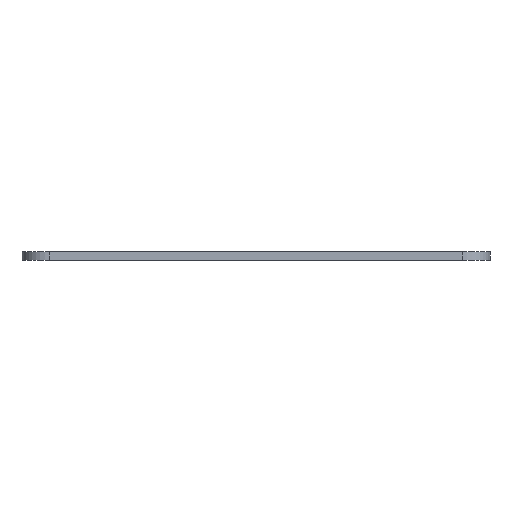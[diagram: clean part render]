
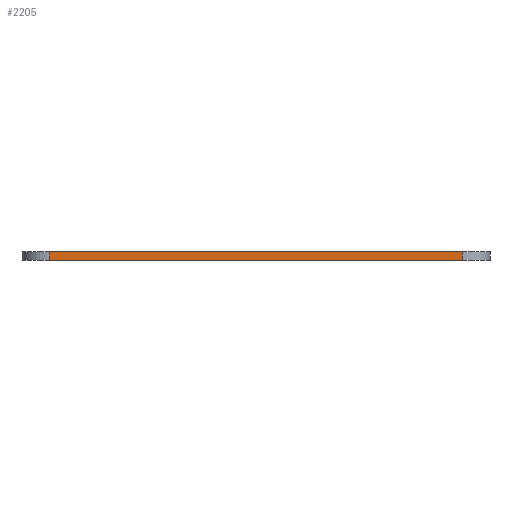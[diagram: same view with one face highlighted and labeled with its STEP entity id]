
A CAD part, front view. The second image highlights one B-rep face of the part: STEP entity #2205.
In plain terms, the highlighted planar face has unit normal (0, -1, 0).
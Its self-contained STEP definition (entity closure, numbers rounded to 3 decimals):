
#56=PLANE('',#2394);
#113=FACE_OUTER_BOUND('',#245,.T.);
#245=EDGE_LOOP('',(#1605,#1606,#1607,#1608));
#377=LINE('',#3258,#592);
#430=LINE('',#3481,#645);
#431=LINE('',#3484,#646);
#432=LINE('',#3485,#647);
#592=VECTOR('',#2577,10.);
#645=VECTOR('',#2754,10.);
#646=VECTOR('',#2757,10.);
#647=VECTOR('',#2758,10.);
#926=VERTEX_POINT('',#3255);
#927=VERTEX_POINT('',#3257);
#1035=VERTEX_POINT('',#3479);
#1036=VERTEX_POINT('',#3483);
#1150=EDGE_CURVE('',#926,#927,#377,.T.);
#1262=EDGE_CURVE('',#927,#1035,#430,.T.);
#1263=EDGE_CURVE('',#1036,#926,#431,.T.);
#1264=EDGE_CURVE('',#1035,#1036,#432,.T.);
#1605=ORIENTED_EDGE('',*,*,#1262,.F.);
#1606=ORIENTED_EDGE('',*,*,#1150,.F.);
#1607=ORIENTED_EDGE('',*,*,#1263,.F.);
#1608=ORIENTED_EDGE('',*,*,#1264,.F.);
#2205=ADVANCED_FACE('',(#113),#56,.T.);
#2394=AXIS2_PLACEMENT_3D('',#3482,#2755,#2756);
#2577=DIRECTION('',(-1.,0.,0.));
#2754=DIRECTION('',(0.,0.,1.));
#2755=DIRECTION('center_axis',(0.,-1.,0.));
#2756=DIRECTION('ref_axis',(1.,0.,0.));
#2757=DIRECTION('',(0.,0.,-1.));
#2758=DIRECTION('',(1.,0.,0.));
#3255=CARTESIAN_POINT('',(66.047,-88.815,0.));
#3257=CARTESIAN_POINT('',(-7.953,-88.815,0.));
#3258=CARTESIAN_POINT('',(71.047,-88.815,0.));
#3479=CARTESIAN_POINT('',(-7.953,-88.815,1.5));
#3481=CARTESIAN_POINT('',(-7.953,-88.815,0.));
#3482=CARTESIAN_POINT('Origin',(-12.953,-88.815,0.));
#3483=CARTESIAN_POINT('',(66.047,-88.815,1.5));
#3484=CARTESIAN_POINT('',(66.047,-88.815,0.));
#3485=CARTESIAN_POINT('',(71.047,-88.815,1.5));
